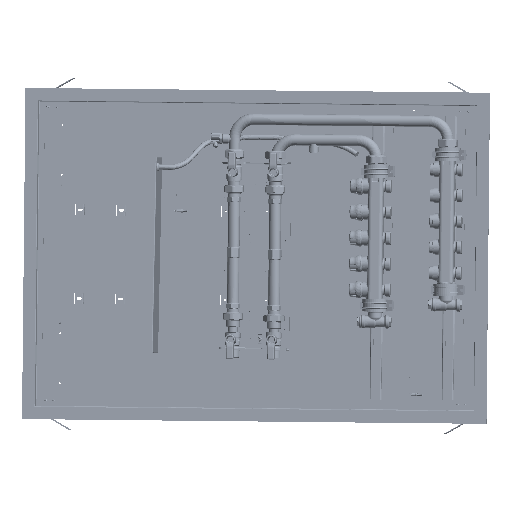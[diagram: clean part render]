
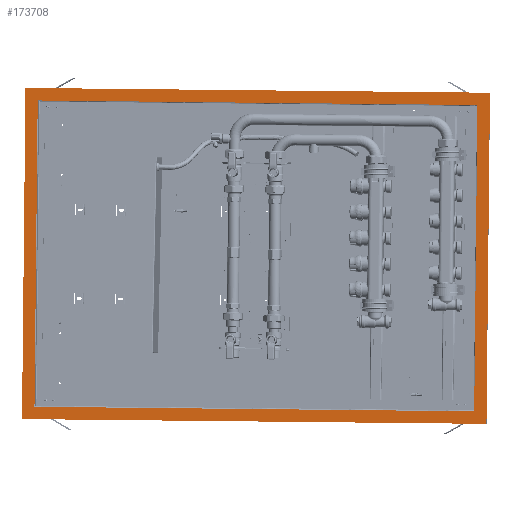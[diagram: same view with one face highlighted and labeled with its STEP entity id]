
A CAD part, top view. The second image highlights one B-rep face of the part: STEP entity #173708.
In plain terms, the highlighted planar face has unit normal (-0.109, 0.001, 0.994).
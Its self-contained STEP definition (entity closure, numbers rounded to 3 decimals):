
#173387=CARTESIAN_POINT('Vertex',(-298.03,-138.855,51.308)) ;
#173401=CARTESIAN_POINT('Vertex',(599.553,-148.304,149.621)) ;
#173404=CARTESIAN_POINT('Line Origine',(150.762,-143.579,100.464)) ;
#173427=CARTESIAN_POINT('Vertex',(-291.293,501.11,51.308)) ;
#173435=CARTESIAN_POINT('Line Origine',(-294.661,181.127,51.308)) ;
#173463=CARTESIAN_POINT('Vertex',(606.29,491.661,149.621)) ;
#173466=CARTESIAN_POINT('Line Origine',(602.921,171.679,149.621)) ;
#173488=CARTESIAN_POINT('Line Origine',(157.499,496.385,100.464)) ;
#173663=CARTESIAN_POINT('Axis2P3D Location',(154.13,176.403,100.464)) ;
#173674=CARTESIAN_POINT('Line Origine',(579.065,171.93,147.008)) ;
#173678=CARTESIAN_POINT('Vertex',(582.181,467.913,147.008)) ;
#173680=CARTESIAN_POINT('Vertex',(575.95,-124.054,147.008)) ;
#173683=CARTESIAN_POINT('Line Origine',(151.014,-119.58,100.464)) ;
#173687=CARTESIAN_POINT('Vertex',(-273.921,-115.107,53.921)) ;
#173690=CARTESIAN_POINT('Line Origine',(-270.805,180.876,53.921)) ;
#173694=CARTESIAN_POINT('Vertex',(-267.689,476.86,53.921)) ;
#173697=CARTESIAN_POINT('Line Origine',(157.246,472.387,100.464)) ;
#173406=VECTOR('Line Direction',#173405,1.) ;
#173437=VECTOR('Line Direction',#173436,1.) ;
#173468=VECTOR('Line Direction',#173467,1.) ;
#173490=VECTOR('Line Direction',#173489,1.) ;
#173676=VECTOR('Line Direction',#173675,1.) ;
#173685=VECTOR('Line Direction',#173684,1.) ;
#173692=VECTOR('Line Direction',#173691,1.) ;
#173699=VECTOR('Line Direction',#173698,1.) ;
#173405=DIRECTION('Vector Direction',(0.994,-0.01,0.109)) ;
#173436=DIRECTION('Vector Direction',(0.011,1.,0.)) ;
#173467=DIRECTION('Vector Direction',(0.011,1.,0.)) ;
#173489=DIRECTION('Vector Direction',(-0.994,0.01,-0.109)) ;
#173664=DIRECTION('Axis2P3D Direction',(-0.109,0.001,0.994)) ;
#173665=DIRECTION('Axis2P3D XDirection',(0.011,1.,0.)) ;
#173675=DIRECTION('Vector Direction',(-0.011,-1.,0.)) ;
#173684=DIRECTION('Vector Direction',(0.994,-0.01,0.109)) ;
#173691=DIRECTION('Vector Direction',(0.011,1.,0.)) ;
#173698=DIRECTION('Vector Direction',(-0.994,0.01,-0.109)) ;
#173666=AXIS2_PLACEMENT_3D('Plane Axis2P3D',#173663,#173664,#173665) ;
#173407=LINE('Line',#173404,#173406) ;
#173438=LINE('Line',#173435,#173437) ;
#173469=LINE('Line',#173466,#173468) ;
#173491=LINE('Line',#173488,#173490) ;
#173677=LINE('Line',#173674,#173676) ;
#173686=LINE('Line',#173683,#173685) ;
#173693=LINE('Line',#173690,#173692) ;
#173700=LINE('Line',#173697,#173699) ;
#173667=PLANE('',#173666) ;
#173707=FACE_BOUND('',#173702,.T.) ;
#173408=EDGE_CURVE('',#173388,#173402,#173407,.T.) ;
#173439=EDGE_CURVE('',#173428,#173388,#173438,.F.) ;
#173470=EDGE_CURVE('',#173402,#173464,#173469,.T.) ;
#173492=EDGE_CURVE('',#173464,#173428,#173491,.T.) ;
#173682=EDGE_CURVE('',#173679,#173681,#173677,.T.) ;
#173689=EDGE_CURVE('',#173681,#173688,#173686,.F.) ;
#173696=EDGE_CURVE('',#173688,#173695,#173693,.T.) ;
#173701=EDGE_CURVE('',#173695,#173679,#173700,.F.) ;
#173669=ORIENTED_EDGE('',*,*,#173439,.T.) ;
#173670=ORIENTED_EDGE('',*,*,#173408,.T.) ;
#173671=ORIENTED_EDGE('',*,*,#173470,.T.) ;
#173672=ORIENTED_EDGE('',*,*,#173492,.T.) ;
#173703=ORIENTED_EDGE('',*,*,#173682,.T.) ;
#173704=ORIENTED_EDGE('',*,*,#173689,.T.) ;
#173705=ORIENTED_EDGE('',*,*,#173696,.T.) ;
#173706=ORIENTED_EDGE('',*,*,#173701,.T.) ;
#173668=EDGE_LOOP('',(#173669,#173670,#173671,#173672)) ;
#173702=EDGE_LOOP('',(#173703,#173704,#173705,#173706)) ;
#173388=VERTEX_POINT('',#173387) ;
#173402=VERTEX_POINT('',#173401) ;
#173428=VERTEX_POINT('',#173427) ;
#173464=VERTEX_POINT('',#173463) ;
#173679=VERTEX_POINT('',#173678) ;
#173681=VERTEX_POINT('',#173680) ;
#173688=VERTEX_POINT('',#173687) ;
#173695=VERTEX_POINT('',#173694) ;
#173708=ADVANCED_FACE('70008E - TST',(#173673,#173707),#173667,.T.) ;
#173673=FACE_OUTER_BOUND('',#173668,.T.) ;
